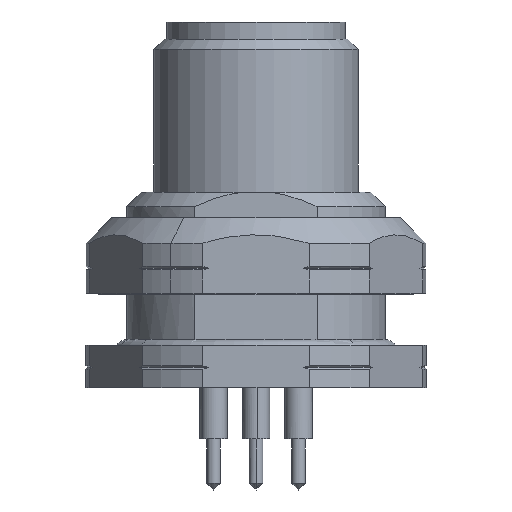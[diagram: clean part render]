
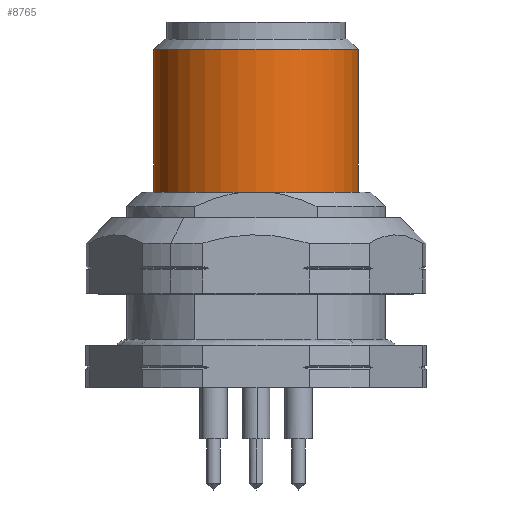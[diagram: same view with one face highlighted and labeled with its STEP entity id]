
A CAD part, front view. The second image highlights one B-rep face of the part: STEP entity #8765.
In plain terms, the highlighted cylindrical face has radius 6 mm (diameter 12 mm), a partial arc.
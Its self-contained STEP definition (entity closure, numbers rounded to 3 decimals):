
#8292=AXIS2_PLACEMENT_3D('Circle Axis2P3D',#8290,#8291,$) ;
#8720=AXIS2_PLACEMENT_3D('Circle Axis2P3D',#8718,#8719,$) ;
#8757=AXIS2_PLACEMENT_3D('Cylinder Axis2P3D',#8754,#8755,#8756) ;
#8290=CARTESIAN_POINT('Axis2P3D Location',(10.,9.5,17.5)) ;
#8294=CARTESIAN_POINT('Vertex',(4.,9.5,17.5)) ;
#8296=CARTESIAN_POINT('Vertex',(16.,9.5,17.5)) ;
#8676=CARTESIAN_POINT('Vertex',(4.,9.5,25.9)) ;
#8692=CARTESIAN_POINT('Vertex',(16.,9.5,25.9)) ;
#8718=CARTESIAN_POINT('Axis2P3D Location',(10.,9.5,25.9)) ;
#8736=CARTESIAN_POINT('Line Origine',(4.,9.5,22.)) ;
#8741=CARTESIAN_POINT('Line Origine',(16.,9.5,22.)) ;
#8754=CARTESIAN_POINT('Axis2P3D Location',(10.,9.5,22.)) ;
#8291=DIRECTION('Axis2P3D Direction',(0.,0.,1.)) ;
#8719=DIRECTION('Axis2P3D Direction',(0.,0.,-1.)) ;
#8737=DIRECTION('Vector Direction',(0.,0.,1.)) ;
#8742=DIRECTION('Vector Direction',(0.,0.,1.)) ;
#8755=DIRECTION('Axis2P3D Direction',(0.,0.,1.)) ;
#8756=DIRECTION('Axis2P3D XDirection',(-1.,0.,0.)) ;
#8738=VECTOR('Line Direction',#8737,1.) ;
#8743=VECTOR('Line Direction',#8742,1.) ;
#8760=ORIENTED_EDGE('',*,*,#8745,.F.) ;
#8761=ORIENTED_EDGE('',*,*,#8722,.F.) ;
#8762=ORIENTED_EDGE('',*,*,#8740,.F.) ;
#8763=ORIENTED_EDGE('',*,*,#8298,.T.) ;
#8765=ADVANCED_FACE('V1',(#8764),#8758,.T.) ;
#8293=CIRCLE('generated circle',#8292,6.) ;
#8721=CIRCLE('generated circle',#8720,6.) ;
#8758=CYLINDRICAL_SURFACE('generated cylinder',#8757,6.) ;
#8298=EDGE_CURVE('',#8295,#8297,#8293,.T.) ;
#8722=EDGE_CURVE('',#8677,#8693,#8721,.F.) ;
#8740=EDGE_CURVE('',#8295,#8677,#8739,.T.) ;
#8745=EDGE_CURVE('',#8693,#8297,#8744,.F.) ;
#8759=EDGE_LOOP('',(#8760,#8761,#8762,#8763)) ;
#8764=FACE_OUTER_BOUND('',#8759,.T.) ;
#8739=LINE('Line',#8736,#8738) ;
#8744=LINE('Line',#8741,#8743) ;
#8295=VERTEX_POINT('',#8294) ;
#8297=VERTEX_POINT('',#8296) ;
#8677=VERTEX_POINT('',#8676) ;
#8693=VERTEX_POINT('',#8692) ;
